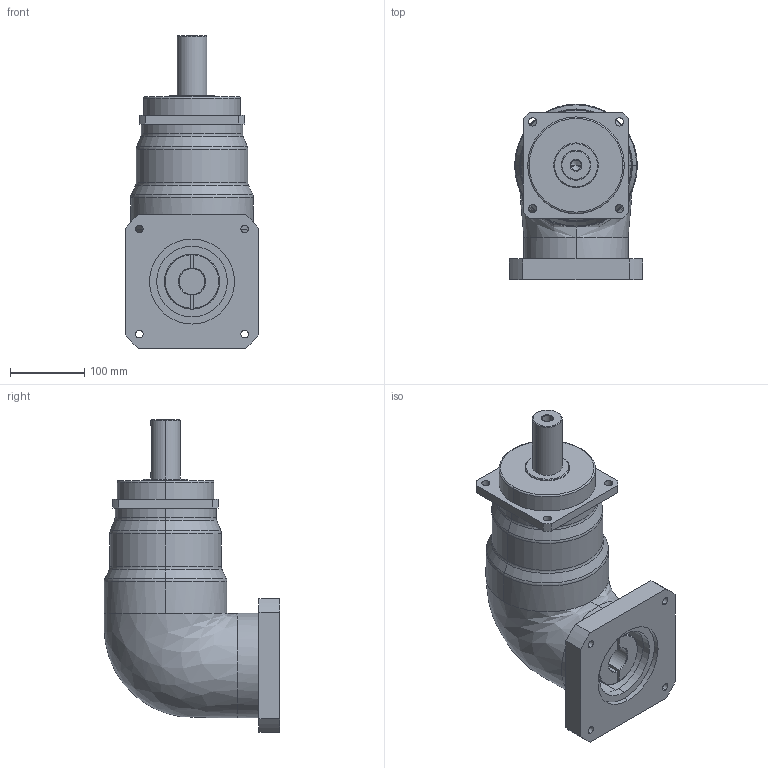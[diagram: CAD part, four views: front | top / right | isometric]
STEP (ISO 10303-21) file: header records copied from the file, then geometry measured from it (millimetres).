
FILE_DESCRIPTION (( 'STEP AP203' ), '1' );
FILE_NAME ('EVS140-L2-35-114.3-200.STEP', '2022-06-16T03:59:08', ( 'PC' ), ( 'Microsoft' ), 'SwSTEP 2.0', 'SolidWorks 2016', '' );
FILE_SCHEMA (( 'CONFIG_CONTROL_DESIGN' ));
Length unit declared in the file: millimetre
Products named in the file (1): EVS140-L2-35-114.3-200
Bounding box: 180 x 236 x 420.7 mm (x, y, z)
Volume: 6878847.9 mm3; surface area: 312069.7 mm2
Topology: 1 solids, 1 shells, 111 faces, 269 edges, 169 vertices
Faces by surface type: cylinder 53, plane 30, cone 16, torus 10, bspline 2
Entity records: 4500 total; most frequent: CARTESIAN_POINT 1721, DIRECTION 605, ORIENTED_EDGE 534, EDGE_CURVE 267, AXIS2_PLACEMENT_3D 247, VERTEX_POINT 169, EDGE_LOOP 138, CIRCLE 137
